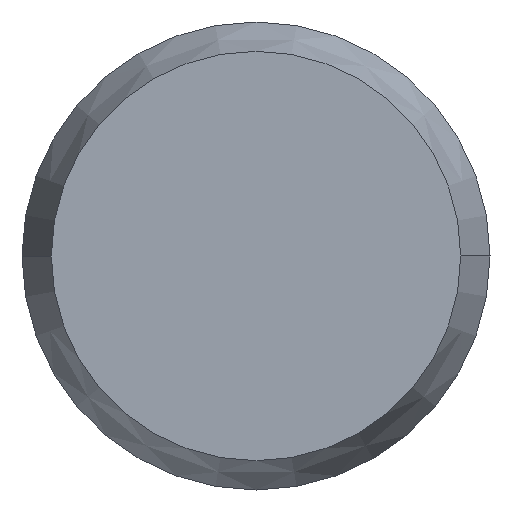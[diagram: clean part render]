
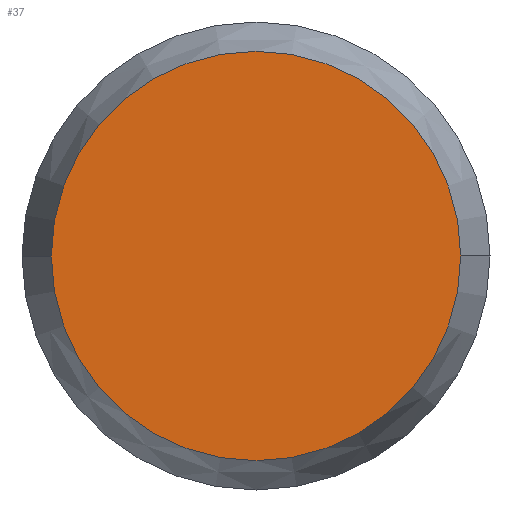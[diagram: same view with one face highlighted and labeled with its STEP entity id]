
A CAD part, front view. The second image highlights one B-rep face of the part: STEP entity #37.
In plain terms, the highlighted planar face has unit normal (0, -1, 0).
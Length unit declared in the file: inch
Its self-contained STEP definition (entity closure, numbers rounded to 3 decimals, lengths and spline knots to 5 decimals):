
#7 = VERTEX_POINT ( 'NONE', #149 ) ;
#12 = VERTEX_POINT ( 'NONE', #117 ) ;
#27 = DIRECTION ( 'NONE',  ( 0., 0., -1. ) ) ;
#32 = EDGE_CURVE ( 'NONE', #7, #12, #300, .T. ) ;
#37 = ADVANCED_FACE ( 'NONE', ( #175 ), #284, .T. ) ;
#63 = ORIENTED_EDGE ( 'NONE', *, *, #32, .T. ) ;
#66 = DIRECTION ( 'NONE',  ( 0., 0., -1. ) ) ;
#87 = CARTESIAN_POINT ( 'NONE',  ( 0., 0., 0. ) ) ;
#90 = CARTESIAN_POINT ( 'NONE',  ( 0., 0., 0. ) ) ;
#98 = DIRECTION ( 'NONE',  ( 0., -1., 0. ) ) ;
#117 = CARTESIAN_POINT ( 'NONE',  ( 0., 0., -0.10935 ) ) ;
#130 = DIRECTION ( 'NONE',  ( 0., -1., 0. ) ) ;
#132 = EDGE_CURVE ( 'NONE', #12, #7, #196, .T. ) ;
#149 = CARTESIAN_POINT ( 'NONE',  ( 0., 0., 0.10935 ) ) ;
#175 = FACE_OUTER_BOUND ( 'NONE', #205, .T. ) ;
#196 = CIRCLE ( 'NONE', #294, 0.10935 ) ;
#203 = DIRECTION ( 'NONE',  ( 0., -1., 0. ) ) ;
#205 = EDGE_LOOP ( 'NONE', ( #257, #63 ) ) ;
#257 = ORIENTED_EDGE ( 'NONE', *, *, #132, .T. ) ;
#274 = AXIS2_PLACEMENT_3D ( 'NONE', #87, #203, #27 ) ;
#284 = PLANE ( 'NONE',  #355 ) ;
#294 = AXIS2_PLACEMENT_3D ( 'NONE', #90, #130, #325 ) ;
#300 = CIRCLE ( 'NONE', #274, 0.10935 ) ;
#325 = DIRECTION ( 'NONE',  ( 0., 0., -1. ) ) ;
#348 = CARTESIAN_POINT ( 'NONE',  ( 0., 0., 0. ) ) ;
#355 = AXIS2_PLACEMENT_3D ( 'NONE', #348, #98, #66 ) ;
